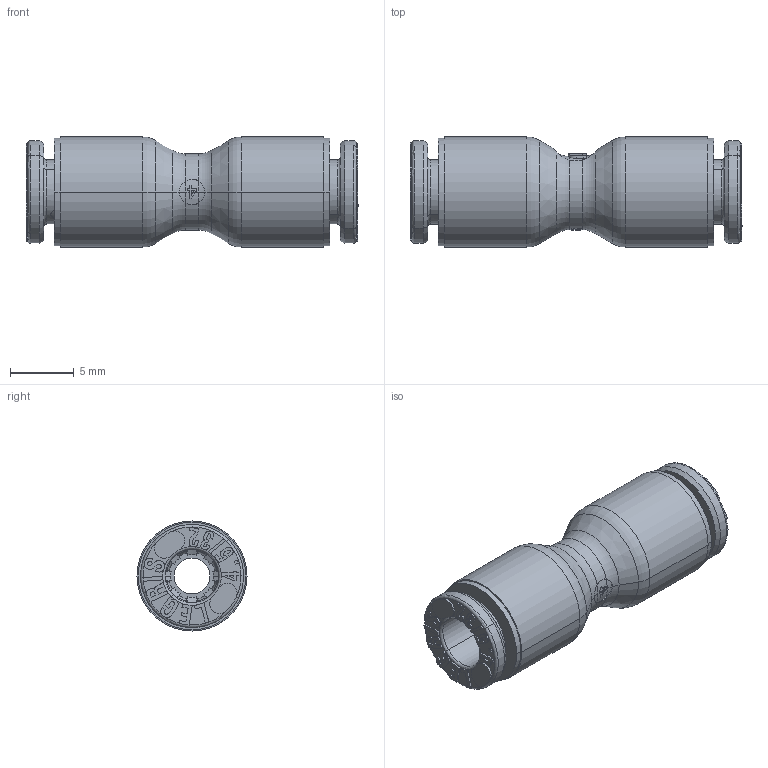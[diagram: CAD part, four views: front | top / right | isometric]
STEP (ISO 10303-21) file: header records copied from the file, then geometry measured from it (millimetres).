
FILE_DESCRIPTION(('STEP AP214'),'1');
FILE_NAME('6806_04_00.stp','2016-07-07T14:41:30',('TraceParts'),('TraceParts S.A.'),'Spatial InterOp 3D',' ',' ');
FILE_SCHEMA(('automotive_design'));
Length unit declared in the file: millimetre
Products named in the file (11): 6806 04 00|44104-64_ASM_977#44104-64_ASM|44104-26_973#44104-26;Solide1; 6806 04 00|44104-64_ASM_977#44104-64_ASM|44104_974#44104;Solide1; 6806 04 00|44104-64_ASM_977#44104-64_ASM|44104-27_975#44104-27;Solide1; 6806 04 00|44104-64_ASM_977#44104-64_ASM|44124-20_976#44124-20;Solide1; 6806 04 00|44104-64_ASM_978#44104-64_ASM|44104-26_973#44104-26;Solide1; 6806 04 00|44104-64_ASM_978#44104-64_ASM|44104_974#44104;Solide1; 6806 04 00|44104-64_ASM_978#44104-64_ASM|44104-27_975#44104-27;Solide1; 6806 04 00|44104-64_ASM_978#44104-64_ASM|44124-20_976#44124-20;Solide1; 6806 04 00|44524-06_972#44524-06;Solide1; 6806 04 00|44104-11-10_ASS_979#44104-11-10_ASS;Solide1; 6806 04 00|44104-11-10_ASS_980#44104-11-10_ASS;Solide1
Bounding box: 26.08 x 8.65 x 8.65 mm (x, y, z)
Volume: 873.4 mm3; surface area: 2528.5 mm2
Topology: 11 solids, 11 shells, 1307 faces, 3385 edges, 2122 vertices
Faces by surface type: plane 397, bspline 330, cylinder 242, torus 192, cone 138, sphere 8
Entity records: 58769 total; most frequent: CARTESIAN_POINT 17401, ORIENTED_EDGE 6754, DIRECTION 5985, EDGE_CURVE 3377, AXIS2_PLACEMENT_3D 2278, VERTEX_POINT 2122, LINE 1429, VECTOR 1429
